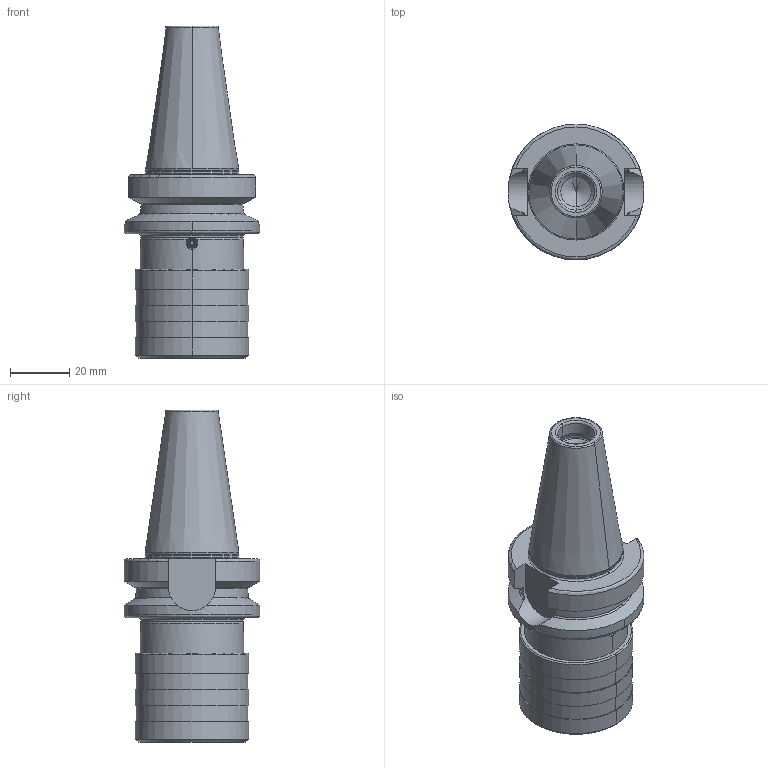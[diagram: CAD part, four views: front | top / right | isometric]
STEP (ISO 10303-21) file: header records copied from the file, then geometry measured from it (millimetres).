
FILE_DESCRIPTION((''),'2;1');
FILE_NAME('305_16_12','2020-11-06T',('103090'),(''),'CREO PARAMETRIC BY PTC INC, 2016260','CREO PARAMETRIC BY PTC INC, 2016260','');
FILE_SCHEMA(('CONFIG_CONTROL_DESIGN'));
Length unit declared in the file: millimetre
Products named in the file (1): 305_16_12
Bounding box: 46 x 46 x 112.4 mm (x, y, z)
Volume: 85211.5 mm3; surface area: 24065.2 mm2
Topology: 1 solids, 1 shells, 161 faces, 385 edges, 236 vertices
Faces by surface type: cylinder 46, plane 45, cone 34, torus 30, sphere 6
Entity records: 5020 total; most frequent: CARTESIAN_POINT 1267, DIRECTION 815, ORIENTED_EDGE 752, EDGE_CURVE 376, AXIS2_PLACEMENT_3D 346, VERTEX_POINT 234, CIRCLE 182, EDGE_LOOP 178
